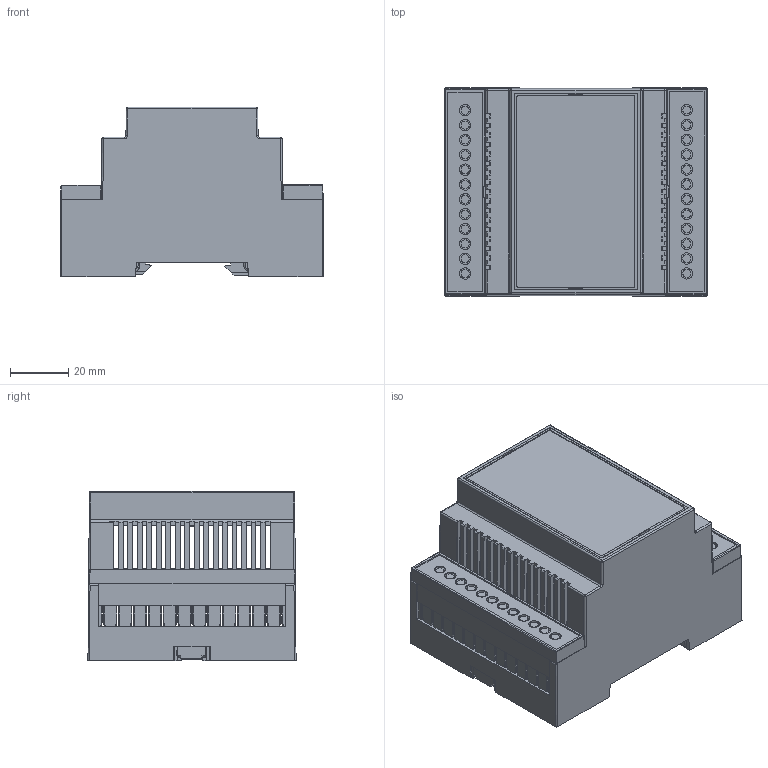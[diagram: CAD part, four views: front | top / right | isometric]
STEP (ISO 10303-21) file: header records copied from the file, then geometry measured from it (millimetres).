
FILE_DESCRIPTION (( 'STEP AP203' ), '1' );
FILE_NAME ('GT4B.STEP', '2018-06-07T05:30:07', ( '' ), ( '' ), 'SwSTEP 2.0', 'SolidWorks 2013', '' );
FILE_SCHEMA (( 'CONFIG_CONTROL_DESIGN' ));
Length unit declared in the file: millimetre
Products named in the file (7): 449-140-05; 044900100_Klammer_wei_S__; 449-140-01; 044914013_Bodenteil_4Module; 044900200_Klammer_schwarz; 044914072_Oberteil_4Module; GT-4-Module
Assembly tree (7 placements, depth 2):
  GT-4-Module
    044900100_Klammer_wei_S__
    044900200_Klammer_schwarz
    044914013_Bodenteil_4Module
    044914072_Oberteil_4Module
    449-140-01
    449-140-05  x2
Bounding box: 90 x 71.2 x 58 mm (x, y, z)
Volume: 47144.8 mm3; surface area: 70936.8 mm2
Topology: 7 solids, 7 shells, 1913 faces, 5641 edges, 3563 vertices
Faces by surface type: plane 1154, cylinder 617, bspline 138, cone 4
Entity records: 54086 total; most frequent: CARTESIAN_POINT 15843, ORIENTED_EDGE 8522, DIRECTION 6895, EDGE_CURVE 4261, VECTOR 3063, LINE 3063, VERTEX_POINT 2722, AXIS2_PLACEMENT_3D 1916
